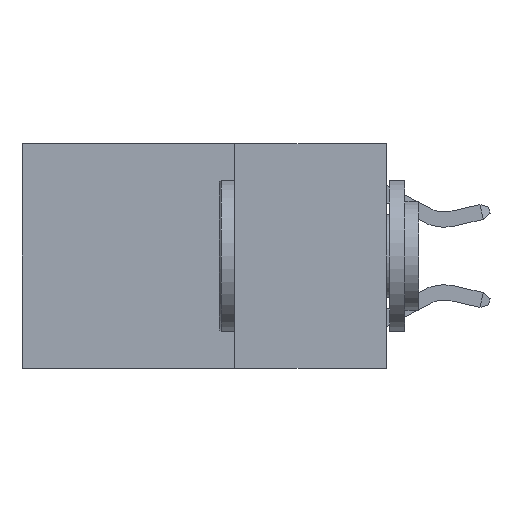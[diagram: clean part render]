
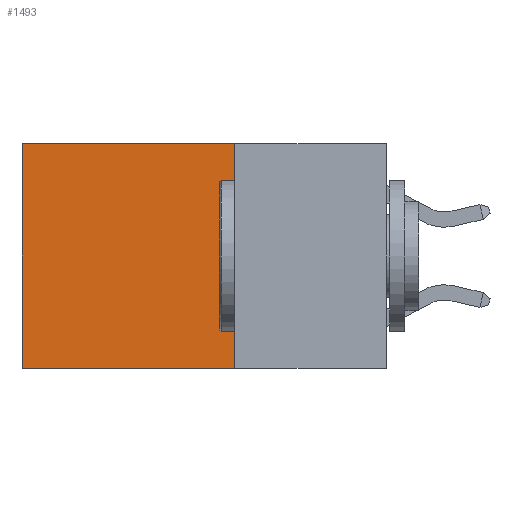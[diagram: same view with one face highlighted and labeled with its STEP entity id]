
A CAD part, left-side view. The second image highlights one B-rep face of the part: STEP entity #1493.
In plain terms, the highlighted planar face has unit normal (-1, 0, 0).
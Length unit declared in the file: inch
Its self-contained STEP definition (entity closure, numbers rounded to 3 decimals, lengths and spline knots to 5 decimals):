
#373 = CARTESIAN_POINT ( 'NONE',  ( 0.2625, 0.25, -0.37 ) ) ;
#669 = EDGE_CURVE ( 'NONE', #12137, #15391, #12171, .T. ) ;
#749 = ORIENTED_EDGE ( 'NONE', *, *, #1530, .F. ) ;
#1493 = ADVANCED_FACE ( 'NONE', ( #4725 ), #13593, .F. ) ;
#1530 = EDGE_CURVE ( 'NONE', #12137, #10847, #8928, .T. ) ;
#1774 = EDGE_CURVE ( 'NONE', #15391, #2640, #9213, .T. ) ;
#2610 = CARTESIAN_POINT ( 'NONE',  ( 0.2625, 0.25, 0. ) ) ;
#2640 = VERTEX_POINT ( 'NONE', #15147 ) ;
#2831 = CARTESIAN_POINT ( 'NONE',  ( 0.2625, 0.6, 0. ) ) ;
#2846 = EDGE_LOOP ( 'NONE', ( #14887, #14345, #749, #14287 ) ) ;
#3351 = CARTESIAN_POINT ( 'NONE',  ( 0.2625, 0.25, 0. ) ) ;
#3606 = VECTOR ( 'NONE', #8144, 39.37008 ) ;
#4725 = FACE_OUTER_BOUND ( 'NONE', #2846, .T. ) ;
#5603 = CARTESIAN_POINT ( 'NONE',  ( 0.2625, 0.25, -0.37 ) ) ;
#5834 = DIRECTION ( 'NONE',  ( 1., 0., 0. ) ) ;
#5887 = VECTOR ( 'NONE', #7798, 39.37008 ) ;
#6416 = EDGE_CURVE ( 'NONE', #10847, #2640, #9422, .T. ) ;
#7798 = DIRECTION ( 'NONE',  ( 0., 0., -1. ) ) ;
#8144 = DIRECTION ( 'NONE',  ( 0., 1., 0. ) ) ;
#8928 = LINE ( 'NONE', #2610, #5887 ) ;
#9213 = LINE ( 'NONE', #2831, #9982 ) ;
#9422 = LINE ( 'NONE', #373, #3606 ) ;
#9982 = VECTOR ( 'NONE', #13202, 39.37008 ) ;
#10847 = VERTEX_POINT ( 'NONE', #5603 ) ;
#11102 = CARTESIAN_POINT ( 'NONE',  ( 0.2625, 0.6, 0. ) ) ;
#12137 = VERTEX_POINT ( 'NONE', #16541 ) ;
#12171 = LINE ( 'NONE', #3351, #13490 ) ;
#13202 = DIRECTION ( 'NONE',  ( 0., 0., -1. ) ) ;
#13393 = DIRECTION ( 'NONE',  ( 0., 1., 0. ) ) ;
#13490 = VECTOR ( 'NONE', #13393, 39.37008 ) ;
#13593 = PLANE ( 'NONE',  #14055 ) ;
#13753 = CARTESIAN_POINT ( 'NONE',  ( 0.2625, 0.25, 0. ) ) ;
#13847 = DIRECTION ( 'NONE',  ( 0., 0., -1. ) ) ;
#14055 = AXIS2_PLACEMENT_3D ( 'NONE', #13753, #5834, #13847 ) ;
#14287 = ORIENTED_EDGE ( 'NONE', *, *, #669, .T. ) ;
#14345 = ORIENTED_EDGE ( 'NONE', *, *, #6416, .F. ) ;
#14887 = ORIENTED_EDGE ( 'NONE', *, *, #1774, .T. ) ;
#15147 = CARTESIAN_POINT ( 'NONE',  ( 0.2625, 0.6, -0.37 ) ) ;
#15391 = VERTEX_POINT ( 'NONE', #11102 ) ;
#16541 = CARTESIAN_POINT ( 'NONE',  ( 0.2625, 0.25, 0. ) ) ;
